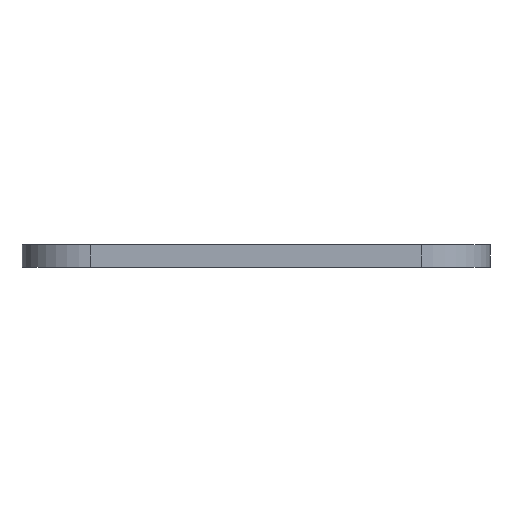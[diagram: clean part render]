
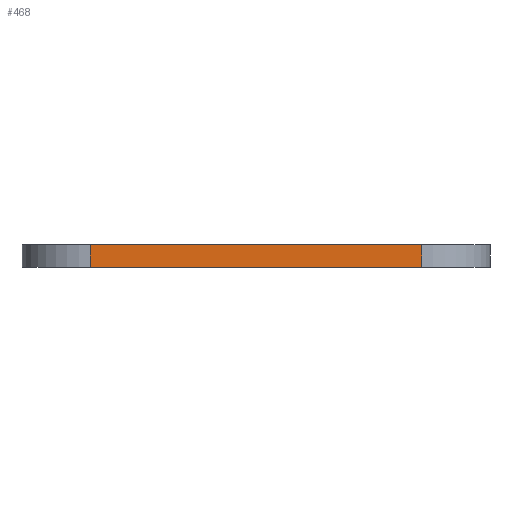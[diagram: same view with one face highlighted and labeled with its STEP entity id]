
A CAD part, left-side view. The second image highlights one B-rep face of the part: STEP entity #468.
In plain terms, the highlighted planar face has unit normal (-1, 0, 0).
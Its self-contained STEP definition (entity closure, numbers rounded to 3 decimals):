
#15 = EDGE_CURVE ( 'NONE', #734, #1123, #954, .T. ) ;
#42 = DIRECTION ( 'NONE',  ( 0., -1., 0. ) ) ;
#55 = DIRECTION ( 'NONE',  ( 0., -1., 0. ) ) ;
#134 = ORIENTED_EDGE ( 'NONE', *, *, #1171, .T. ) ;
#156 = DIRECTION ( 'NONE',  ( 1., 0., 0. ) ) ;
#159 = CARTESIAN_POINT ( 'NONE',  ( -17.406, -7.766, 0. ) ) ;
#165 = AXIS2_PLACEMENT_3D ( 'NONE', #622, #156, #701 ) ;
#172 = CARTESIAN_POINT ( 'NONE',  ( -17.406, -7.766, 1. ) ) ;
#195 = EDGE_CURVE ( 'NONE', #1167, #734, #891, .T. ) ;
#207 = VERTEX_POINT ( 'NONE', #615 ) ;
#243 = VECTOR ( 'NONE', #414, 1000. ) ;
#296 = EDGE_LOOP ( 'NONE', ( #388, #308, #1151, #134 ) ) ;
#308 = ORIENTED_EDGE ( 'NONE', *, *, #15, .F. ) ;
#338 = CARTESIAN_POINT ( 'NONE',  ( -17.406, 6.734, 1. ) ) ;
#388 = ORIENTED_EDGE ( 'NONE', *, *, #471, .T. ) ;
#414 = DIRECTION ( 'NONE',  ( 0., 0., -1. ) ) ;
#455 = DIRECTION ( 'NONE',  ( 0., 0., -1. ) ) ;
#468 = ADVANCED_FACE ( 'NONE', ( #711 ), #1098, .F. ) ;
#471 = EDGE_CURVE ( 'NONE', #207, #1123, #1087, .T. ) ;
#530 = CARTESIAN_POINT ( 'NONE',  ( -17.406, 6.734, 0. ) ) ;
#615 = CARTESIAN_POINT ( 'NONE',  ( -17.406, 6.734, 0. ) ) ;
#622 = CARTESIAN_POINT ( 'NONE',  ( -17.406, 6.734, 1. ) ) ;
#701 = DIRECTION ( 'NONE',  ( 0., 0., -1. ) ) ;
#703 = LINE ( 'NONE', #338, #243 ) ;
#711 = FACE_OUTER_BOUND ( 'NONE', #296, .T. ) ;
#734 = VERTEX_POINT ( 'NONE', #953 ) ;
#891 = LINE ( 'NONE', #997, #957 ) ;
#906 = VECTOR ( 'NONE', #455, 1000. ) ;
#953 = CARTESIAN_POINT ( 'NONE',  ( -17.406, -7.766, 1. ) ) ;
#954 = LINE ( 'NONE', #172, #906 ) ;
#957 = VECTOR ( 'NONE', #55, 1000. ) ;
#963 = VECTOR ( 'NONE', #42, 1000. ) ;
#997 = CARTESIAN_POINT ( 'NONE',  ( -17.406, 6.734, 1. ) ) ;
#1087 = LINE ( 'NONE', #530, #963 ) ;
#1098 = PLANE ( 'NONE',  #165 ) ;
#1123 = VERTEX_POINT ( 'NONE', #159 ) ;
#1151 = ORIENTED_EDGE ( 'NONE', *, *, #195, .F. ) ;
#1167 = VERTEX_POINT ( 'NONE', #1189 ) ;
#1171 = EDGE_CURVE ( 'NONE', #1167, #207, #703, .T. ) ;
#1189 = CARTESIAN_POINT ( 'NONE',  ( -17.406, 6.734, 1. ) ) ;
